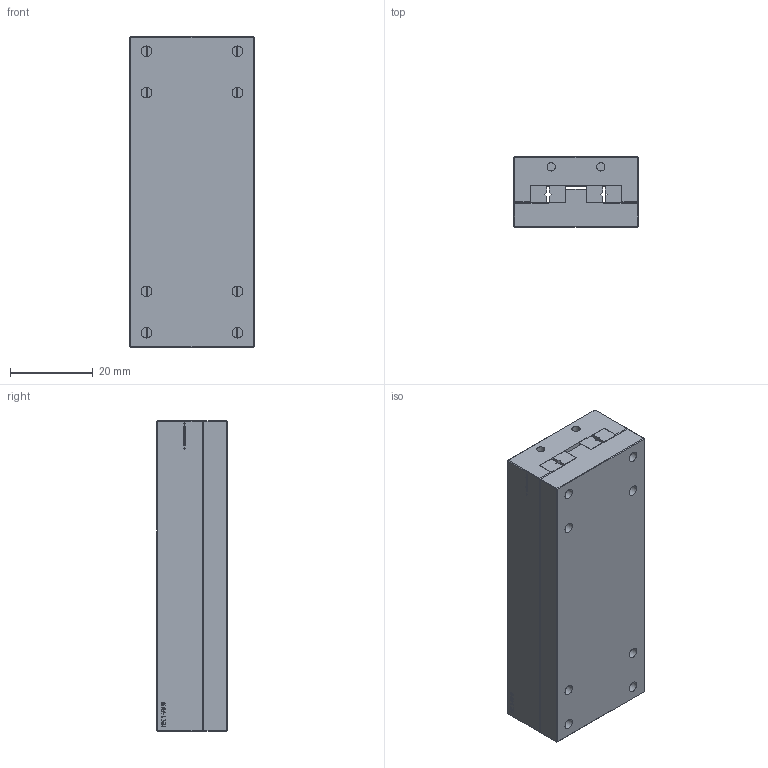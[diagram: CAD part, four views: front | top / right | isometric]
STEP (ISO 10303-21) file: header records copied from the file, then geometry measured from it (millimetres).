
FILE_DESCRIPTION(('FreeCAD Model'),'2;1');
FILE_NAME('NK 1-75 B.step', '2020-04-19T14:29:01',('Author'),(''), 'Open CASCADE STEP processor 6.8','FreeCAD','Unknown');
FILE_SCHEMA(('AUTOMOTIVE_DESIGN_CC2 { 1 2 10303 214 -1 1 5 4 }'));
Length unit declared in the file: millimetre
Products named in the file (3): ASSEMBLY; UT; OT
Assembly tree (2 placements, depth 2):
  ASSEMBLY
    UT
    OT
Bounding box: 30 x 17 x 75 mm (x, y, z)
Volume: 36376 mm3; surface area: 19413.6 mm2
Topology: 6 solids, 6 shells, 599 faces, 1603 edges, 1046 vertices
Faces by surface type: plane 328, extrusion 227, cylinder 32, cone 12
Full cylindrical faces by diameter (mm): 2 x16, 2.55 x8, 4.3 x8
Entity records: 39787 total; most frequent: CARTESIAN_POINT 8899, DIRECTION 4906, VECTOR 3896, LINE 3669, ORIENTED_EDGE 3210, PCURVE 3206, DEFINITIONAL_REPRESENTATION 3206, EDGE_CURVE 1603
